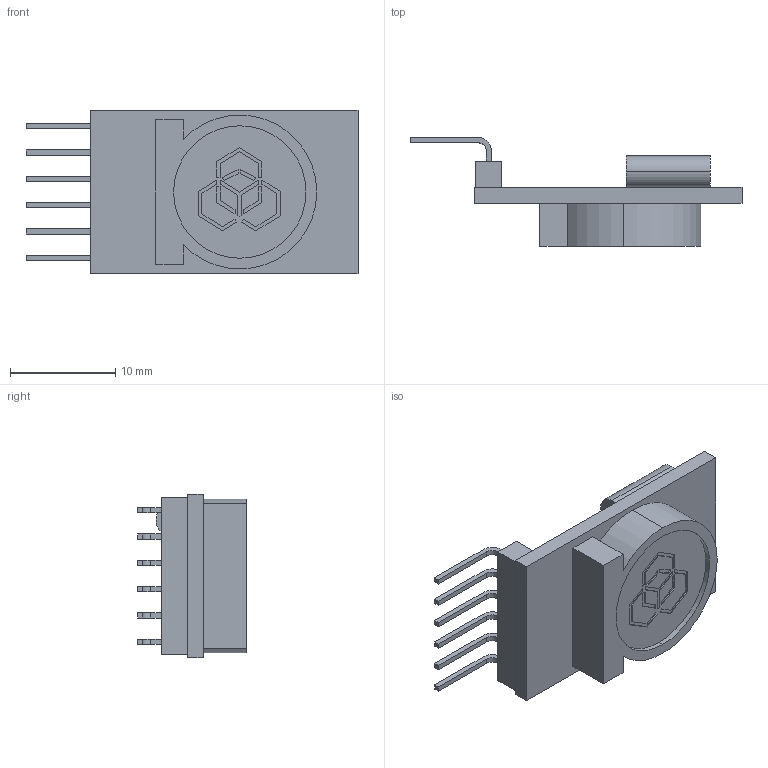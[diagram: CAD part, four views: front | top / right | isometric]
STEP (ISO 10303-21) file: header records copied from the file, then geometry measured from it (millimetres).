
FILE_DESCRIPTION (( 'STEP AP214' ), '1' );
FILE_NAME ('×àñû ðåàëüíîãî âðåìåíè.STEP', '2015-11-08T12:47:19', ( '' ), ( '' ), 'SwSTEP 2.0', 'SolidWorks 2015', '' );
FILE_SCHEMA (( 'AUTOMOTIVE_DESIGN' ));
Length unit declared in the file: millimetre
Products named in the file (1): ×àñû ðåàëüíîãî âðåìåíè
Bounding box: 31.6 x 10.35 x 15.6 mm (x, y, z)
Volume: 1511.2 mm3; surface area: 1993.8 mm2
Topology: 5 solids, 5 shells, 159 faces, 402 edges, 268 vertices
Faces by surface type: plane 140, cylinder 19
Entity records: 6335 total; most frequent: CARTESIAN_POINT 830, ORIENTED_EDGE 804, DIRECTION 760, EDGE_CURVE 402, VECTOR 364, LINE 364, VERTEX_POINT 268, AXIS2_PLACEMENT_3D 198
